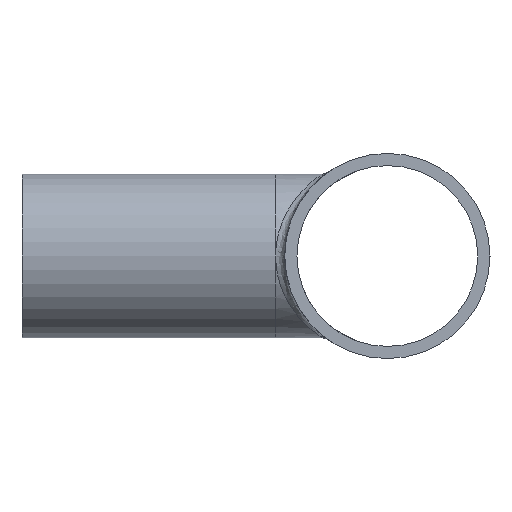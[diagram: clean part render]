
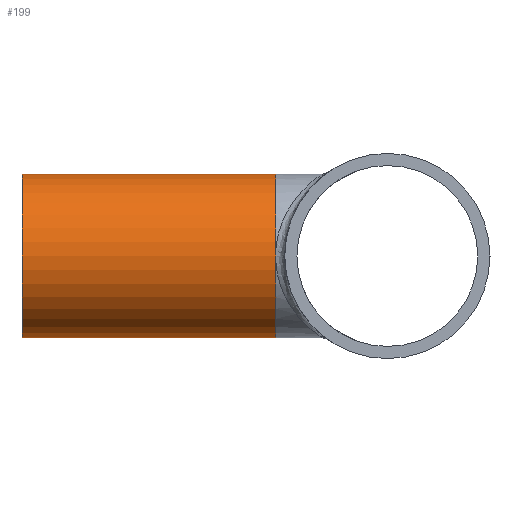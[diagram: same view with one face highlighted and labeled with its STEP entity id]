
A CAD part, left-side view. The second image highlights one B-rep face of the part: STEP entity #199.
In plain terms, the highlighted cylindrical face has radius 13.45 mm (diameter 26.9 mm), a full revolution.
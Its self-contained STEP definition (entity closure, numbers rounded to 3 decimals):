
#29=FACE_BOUND('',#74,.T.);
#38=CYLINDRICAL_SURFACE('',#225,13.45);
#50=FACE_OUTER_BOUND('',#73,.T.);
#73=EDGE_LOOP('',(#164));
#74=EDGE_LOOP('',(#165));
#96=CIRCLE('',#226,13.45);
#97=CIRCLE('',#227,13.45);
#111=VERTEX_POINT('',#3049);
#112=VERTEX_POINT('',#3051);
#130=EDGE_CURVE('',#111,#111,#96,.T.);
#131=EDGE_CURVE('',#112,#112,#97,.T.);
#164=ORIENTED_EDGE('',*,*,#130,.T.);
#165=ORIENTED_EDGE('',*,*,#131,.F.);
#199=ADVANCED_FACE('',(#50,#29),#38,.T.);
#225=AXIS2_PLACEMENT_3D('',#3048,#272,#273);
#226=AXIS2_PLACEMENT_3D('',#3050,#274,#275);
#227=AXIS2_PLACEMENT_3D('',#3052,#276,#277);
#272=DIRECTION('center_axis',(0.,-1.,0.));
#273=DIRECTION('ref_axis',(1.,0.,0.));
#274=DIRECTION('center_axis',(0.,-1.,0.));
#275=DIRECTION('ref_axis',(1.,0.,0.));
#276=DIRECTION('center_axis',(0.,-1.,0.));
#277=DIRECTION('ref_axis',(1.,0.,0.));
#3048=CARTESIAN_POINT('Origin',(60.,60.,0.));
#3049=CARTESIAN_POINT('',(46.55,60.,0.));
#3050=CARTESIAN_POINT('Origin',(60.,60.,0.));
#3051=CARTESIAN_POINT('',(46.55,18.35,0.));
#3052=CARTESIAN_POINT('Origin',(60.,18.35,0.));
